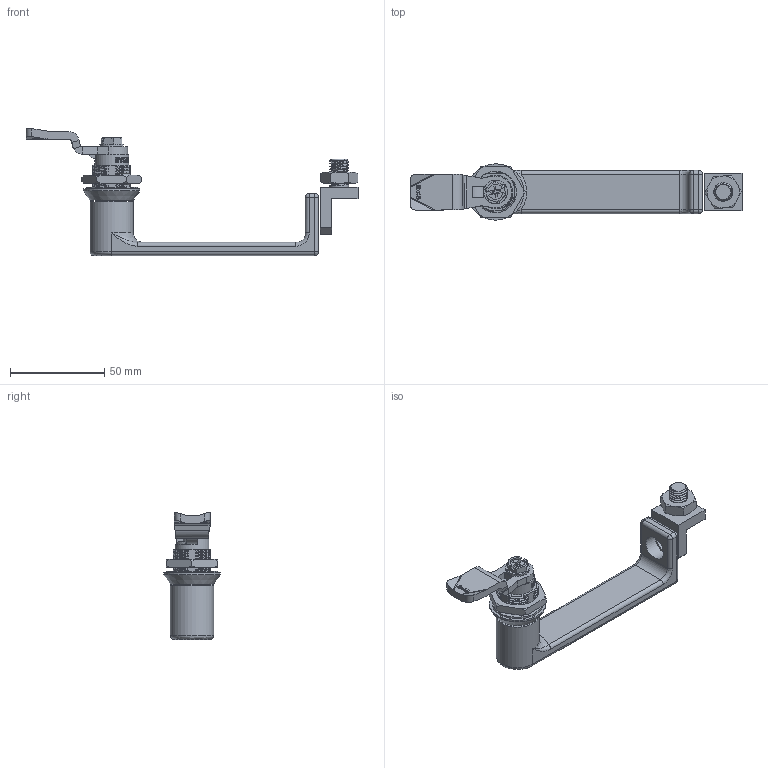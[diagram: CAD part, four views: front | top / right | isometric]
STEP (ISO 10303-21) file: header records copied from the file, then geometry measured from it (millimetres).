
FILE_DESCRIPTION(('STEP AP203'),'1');
FILE_NAME('211.1F.1F.36.step','2021-01-12T05:52:40',(' '),(' '),'Spatial InterOp 3D',' ',' ');
FILE_SCHEMA(('CONFIG_CONTROL_DESIGN'));
Length unit declared in the file: millimetre
Products named in the file (10): 1; 2; 3; 4; 5; 6; 7; 8; 9; 10
Bounding box: 176.53 x 30 x 67.58 mm (x, y, z)
Volume: 50707.6 mm3; surface area: 24624.8 mm2
Topology: 9 solids, 34 shells, 593 faces, 1940 edges, 1394 vertices
Faces by surface type: plane 292, bspline 148, cylinder 94, cone 37, extrusion 22
Full cylindrical faces by diameter (mm): 6 x1, 9.4 x1, 10 x1, 12.4 x1, 12.5 x1, 13 x2, 15.6 x1, 16 x1, 18 x1, 22 x1, 23 x1, 27 x1, 30 x1
Entity records: 27299 total; most frequent: CARTESIAN_POINT 12416, ORIENTED_EDGE 3650, DIRECTION 2094, EDGE_CURVE 1897, VERTEX_POINT 1384, VECTOR 782, LINE 760, AXIS2_PLACEMENT_3D 656
